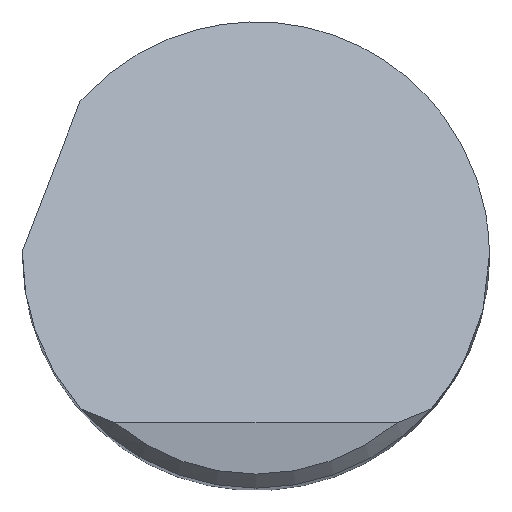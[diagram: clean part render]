
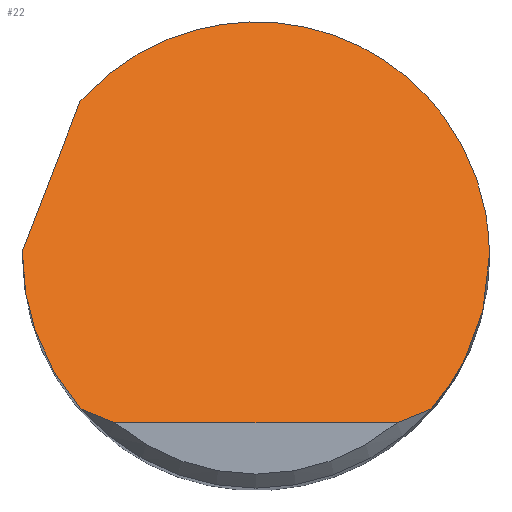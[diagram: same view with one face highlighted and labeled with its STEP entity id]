
A CAD part, top view. The second image highlights one B-rep face of the part: STEP entity #22.
In plain terms, the highlighted planar face has unit normal (0, 0.707, 0.707).
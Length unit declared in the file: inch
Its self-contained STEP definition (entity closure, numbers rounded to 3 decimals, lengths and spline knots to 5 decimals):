
#14 = LINE ( 'NONE', #62, #206 ) ;
#22 = ADVANCED_FACE ( 'NONE', ( #489 ), #554, .F. ) ;
#28 = EDGE_CURVE ( 'NONE', #747, #311, #369, .T. ) ;
#49 = CARTESIAN_POINT ( 'NONE',  ( -0.25, 0., 2.32 ) ) ;
#55 = ORIENTED_EDGE ( 'NONE', *, *, #318, .T. ) ;
#62 = CARTESIAN_POINT ( 'NONE',  ( -0.31638, -0.1672, 2.4872 ) ) ;
#63 = ORIENTED_EDGE ( 'NONE', *, *, #587, .F. ) ;
#65 = B_SPLINE_CURVE_WITH_KNOTS ( 'NONE', 3,
 ( #435, #77, #297, #694 ),
 .UNSPECIFIED., .F., .F.,
 ( 4, 4 ),
 ( 0., 0.00108 ),
 .UNSPECIFIED. ) ;
#77 = CARTESIAN_POINT ( 'NONE',  ( 0.16367, -0.17542, 2.49542 ) ) ;
#80 = DIRECTION ( 'NONE',  ( 0., 0.707, -0.707 ) ) ;
#87 = EDGE_CURVE ( 'NONE', #714, #180, #65, .T. ) ;
#93 = VERTEX_POINT ( 'NONE', #238 ) ;
#105 = EDGE_CURVE ( 'NONE', #347, #304, #397, .T. ) ;
#118 = ORIENTED_EDGE ( 'NONE', *, *, #249, .T. ) ;
#134 = DIRECTION ( 'NONE',  ( 0., -0.707, -0.707 ) ) ;
#150 = CARTESIAN_POINT ( 'NONE',  ( 0.25, 0., 2.32 ) ) ;
#169 = LINE ( 'NONE', #525, #268 ) ;
#180 = VERTEX_POINT ( 'NONE', #712 ) ;
#204 = ORIENTED_EDGE ( 'NONE', *, *, #105, .F. ) ;
#206 = VECTOR ( 'NONE', #287, 39.37008 ) ;
#234 =( BOUNDED_CURVE ( )  B_SPLINE_CURVE ( 3, ( #625, #506, #690, #756 ),
 .UNSPECIFIED., .F., .T. ) 
 B_SPLINE_CURVE_WITH_KNOTS ( ( 4, 4 ),
 ( 4.71239, 4.73239 ),
 .UNSPECIFIED. ) 
 CURVE ( )  GEOMETRIC_REPRESENTATION_ITEM ( )  RATIONAL_B_SPLINE_CURVE ( ( 1., 1., 1., 1. ) ) 
 REPRESENTATION_ITEM ( '' )  );
#236 = CARTESIAN_POINT ( 'NONE',  ( 0.25, -0.06141, 2.38141 ) ) ;
#238 = CARTESIAN_POINT ( 'NONE',  ( -0.24995, 0.005, 2.315 ) ) ;
#240 = CARTESIAN_POINT ( 'NONE',  ( -0.0078, 0.37177, 1.94823 ) ) ;
#249 = EDGE_CURVE ( 'NONE', #347, #307, #408, .T. ) ;
#250 = CARTESIAN_POINT ( 'NONE',  ( -0.18855, 0.16416, 2.15584 ) ) ;
#255 = CARTESIAN_POINT ( 'NONE',  ( -0.18782, -0.165, 2.485 ) ) ;
#268 = VECTOR ( 'NONE', #773, 39.37008 ) ;
#273 = CARTESIAN_POINT ( 'NONE',  ( 0.25, 0., 2.32 ) ) ;
#275 = ORIENTED_EDGE ( 'NONE', *, *, #384, .F. ) ;
#287 = DIRECTION ( 'NONE',  ( 0.263, 0.682, -0.682 ) ) ;
#296 = CARTESIAN_POINT ( 'NONE',  ( 0.18782, -0.165, 2.485 ) ) ;
#297 = CARTESIAN_POINT ( 'NONE',  ( 0.17589, -0.1704, 2.4904 ) ) ;
#300 = CARTESIAN_POINT ( 'NONE',  ( -0.18782, -0.165, 2.485 ) ) ;
#304 = VERTEX_POINT ( 'NONE', #49 ) ;
#307 = VERTEX_POINT ( 'NONE', #410 ) ;
#310 = CARTESIAN_POINT ( 'NONE',  ( 0.25, 0.27527, 2.04473 ) ) ;
#311 = VERTEX_POINT ( 'NONE', #273 ) ;
#318 = EDGE_CURVE ( 'NONE', #307, #714, #169, .T. ) ;
#347 = VERTEX_POINT ( 'NONE', #422 ) ;
#348 = AXIS2_PLACEMENT_3D ( 'NONE', #677, #134, #80 ) ;
#349 = CARTESIAN_POINT ( 'NONE',  ( -0.15108, -0.18, 2.5 ) ) ;
#351 = ORIENTED_EDGE ( 'NONE', *, *, #28, .F. ) ;
#364 = CARTESIAN_POINT ( 'NONE',  ( -0.22834, -0.11887, 2.43887 ) ) ;
#369 =( BOUNDED_CURVE ( )  B_SPLINE_CURVE ( 3, ( #250, #240, #310, #622 ),
 .UNSPECIFIED., .F., .T. ) 
 B_SPLINE_CURVE_WITH_KNOTS ( ( 4, 4 ),
 ( 5.42872, 7.85398 ),
 .UNSPECIFIED. ) 
 CURVE ( )  GEOMETRIC_REPRESENTATION_ITEM ( )  RATIONAL_B_SPLINE_CURVE ( ( 1., 0.567, 0.567, 1. ) ) 
 REPRESENTATION_ITEM ( '' )  );
#384 = EDGE_CURVE ( 'NONE', #304, #93, #234, .T. ) ;
#397 =( BOUNDED_CURVE ( )  B_SPLINE_CURVE ( 3, ( #300, #364, #562, #568 ),
 .UNSPECIFIED., .F., .T. ) 
 B_SPLINE_CURVE_WITH_KNOTS ( ( 4, 4 ),
 ( 3.99157, 4.71239 ),
 .UNSPECIFIED. ) 
 CURVE ( )  GEOMETRIC_REPRESENTATION_ITEM ( )  RATIONAL_B_SPLINE_CURVE ( ( 1., 0.957, 0.957, 1. ) ) 
 REPRESENTATION_ITEM ( '' )  );
#408 = B_SPLINE_CURVE_WITH_KNOTS ( 'NONE', 3,
 ( #255, #444, #702, #349 ),
 .UNSPECIFIED., .F., .F.,
 ( 4, 4 ),
 ( 0., 0.00108 ),
 .UNSPECIFIED. ) ;
#410 = CARTESIAN_POINT ( 'NONE',  ( -0.15108, -0.18, 2.5 ) ) ;
#422 = CARTESIAN_POINT ( 'NONE',  ( -0.18782, -0.165, 2.485 ) ) ;
#429 = ORIENTED_EDGE ( 'NONE', *, *, #87, .T. ) ;
#433 = CARTESIAN_POINT ( 'NONE',  ( -0.18855, 0.16416, 2.15584 ) ) ;
#435 = CARTESIAN_POINT ( 'NONE',  ( 0.15108, -0.18, 2.5 ) ) ;
#444 = CARTESIAN_POINT ( 'NONE',  ( -0.17589, -0.1704, 2.4904 ) ) ;
#489 = FACE_OUTER_BOUND ( 'NONE', #620, .T. ) ;
#506 = CARTESIAN_POINT ( 'NONE',  ( -0.25, 0.00167, 2.31833 ) ) ;
#525 = CARTESIAN_POINT ( 'NONE',  ( 0., -0.18, 2.5 ) ) ;
#554 = PLANE ( 'NONE',  #348 ) ;
#562 = CARTESIAN_POINT ( 'NONE',  ( -0.25, -0.06141, 2.38141 ) ) ;
#568 = CARTESIAN_POINT ( 'NONE',  ( -0.25, 0., 2.32 ) ) ;
#573 = CARTESIAN_POINT ( 'NONE',  ( 0.15108, -0.18, 2.5 ) ) ;
#587 = EDGE_CURVE ( 'NONE', #311, #180, #655, .T. ) ;
#620 = EDGE_LOOP ( 'NONE', ( #55, #429, #63, #351, #710, #275, #204, #118 ) ) ;
#622 = CARTESIAN_POINT ( 'NONE',  ( 0.25, 0., 2.32 ) ) ;
#625 = CARTESIAN_POINT ( 'NONE',  ( -0.25, 0., 2.32 ) ) ;
#655 =( BOUNDED_CURVE ( )  B_SPLINE_CURVE ( 3, ( #150, #236, #686, #296 ),
 .UNSPECIFIED., .F., .T. ) 
 B_SPLINE_CURVE_WITH_KNOTS ( ( 4, 4 ),
 ( 1.5708, 2.29162 ),
 .UNSPECIFIED. ) 
 CURVE ( )  GEOMETRIC_REPRESENTATION_ITEM ( )  RATIONAL_B_SPLINE_CURVE ( ( 1., 0.957, 0.957, 1. ) ) 
 REPRESENTATION_ITEM ( '' )  );
#669 = EDGE_CURVE ( 'NONE', #93, #747, #14, .T. ) ;
#677 = CARTESIAN_POINT ( 'NONE',  ( -0.25, -0.18, 2.5 ) ) ;
#686 = CARTESIAN_POINT ( 'NONE',  ( 0.22834, -0.11887, 2.43887 ) ) ;
#690 = CARTESIAN_POINT ( 'NONE',  ( -0.24998, 0.00333, 2.31667 ) ) ;
#694 = CARTESIAN_POINT ( 'NONE',  ( 0.18782, -0.165, 2.485 ) ) ;
#702 = CARTESIAN_POINT ( 'NONE',  ( -0.16367, -0.17542, 2.49542 ) ) ;
#710 = ORIENTED_EDGE ( 'NONE', *, *, #669, .F. ) ;
#712 = CARTESIAN_POINT ( 'NONE',  ( 0.18782, -0.165, 2.485 ) ) ;
#714 = VERTEX_POINT ( 'NONE', #573 ) ;
#747 = VERTEX_POINT ( 'NONE', #433 ) ;
#756 = CARTESIAN_POINT ( 'NONE',  ( -0.24995, 0.005, 2.315 ) ) ;
#773 = DIRECTION ( 'NONE',  ( 1., 0., 0. ) ) ;
